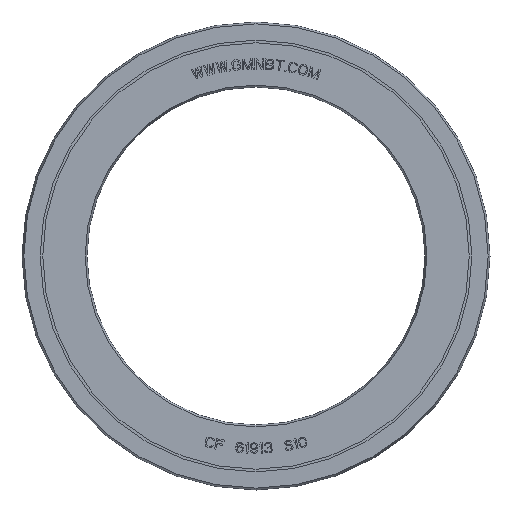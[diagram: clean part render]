
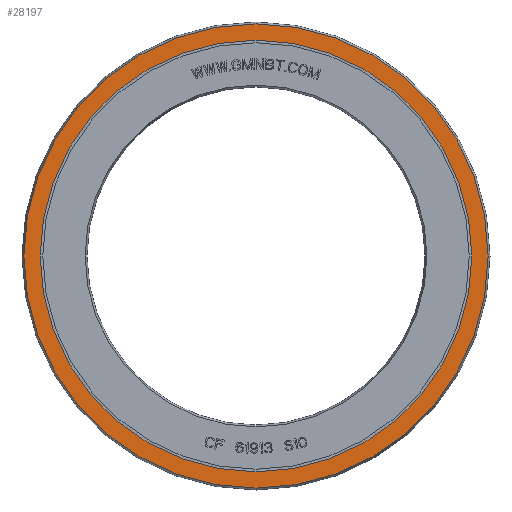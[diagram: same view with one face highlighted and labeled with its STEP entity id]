
A CAD part, front view. The second image highlights one B-rep face of the part: STEP entity #28197.
In plain terms, the highlighted planar face has unit normal (0, -1, 0).
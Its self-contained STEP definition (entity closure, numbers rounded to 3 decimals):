
#27716=CARTESIAN_POINT('',(0.,-3.,0.));
#27717=DIRECTION('',(0.,1.,0.));
#27718=DIRECTION('',(0.,0.,-1.));
#27719=AXIS2_PLACEMENT_3D('',#27716,#27717,#27718);
#27724=CARTESIAN_POINT('',(0.,-3.,0.));
#27725=DIRECTION('',(0.,-1.,0.));
#27726=DIRECTION('',(0.,0.,-1.));
#27727=AXIS2_PLACEMENT_3D('',#27724,#27725,#27726);
#27732=CARTESIAN_POINT('',(0.,-3.,0.));
#27733=DIRECTION('',(0.,-1.,0.));
#27734=DIRECTION('',(0.,0.,-1.));
#27735=AXIS2_PLACEMENT_3D('',#27732,#27733,#27734);
#27754=CARTESIAN_POINT('',(0.,-3.,0.));
#27755=DIRECTION('',(0.,1.,0.));
#27756=DIRECTION('',(0.,0.,-1.));
#27757=AXIS2_PLACEMENT_3D('',#27754,#27755,#27756);
#27793=CARTESIAN_POINT('',(0.,-3.,-41.5));
#27795=VERTEX_POINT('',#27793);
#27796=CARTESIAN_POINT('',(0.,-3.,-44.636));
#27798=VERTEX_POINT('',#27796);
#27809=CARTESIAN_POINT('',(0.,-3.,41.5));
#27811=VERTEX_POINT('',#27809);
#27812=CARTESIAN_POINT('',(0.,-3.,44.636));
#27814=VERTEX_POINT('',#27812);
#28182=CARTESIAN_POINT('',(0.,-3.,0.));
#28183=DIRECTION('',(0.,-1.,0.));
#28184=DIRECTION('',(0.,0.,1.));
#28185=AXIS2_PLACEMENT_3D('',#28182,#28183,#28184);
#28186=PLANE('',#28185);
#28188=ORIENTED_EDGE('',*,*,#28187,.F.);
#28190=ORIENTED_EDGE('',*,*,#28189,.T.);
#28191=EDGE_LOOP('',(#28188,#28190));
#28192=FACE_OUTER_BOUND('',#28191,.F.);
#28193=ORIENTED_EDGE('',*,*,#28175,.F.);
#28194=ORIENTED_EDGE('',*,*,#28164,.T.);
#28195=EDGE_LOOP('',(#28193,#28194));
#28196=FACE_BOUND('',#28195,.F.);
#27720=CIRCLE('',#27719,41.5);
#27728=CIRCLE('',#27727,41.5);
#27736=CIRCLE('',#27735,44.636);
#27758=CIRCLE('',#27757,44.636);
#28164=EDGE_CURVE('',#27795,#27811,#27728,.T.);
#28175=EDGE_CURVE('',#27795,#27811,#27720,.T.);
#28187=EDGE_CURVE('',#27798,#27814,#27736,.T.);
#28189=EDGE_CURVE('',#27798,#27814,#27758,.T.);
#28197=ADVANCED_FACE('',(#28192,#28196),#28186,.T.);
